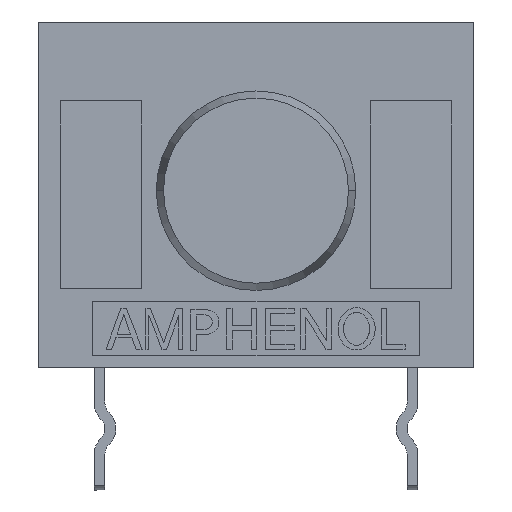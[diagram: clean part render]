
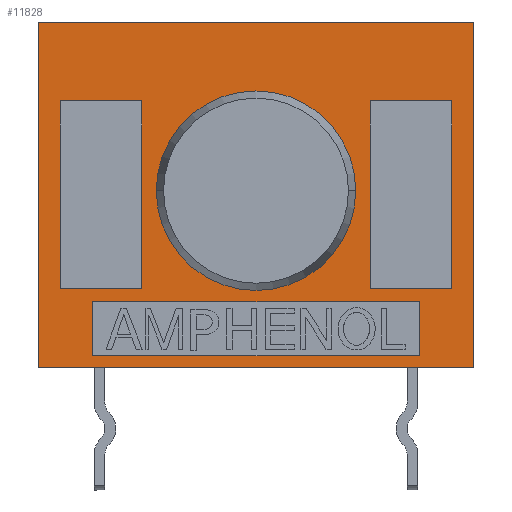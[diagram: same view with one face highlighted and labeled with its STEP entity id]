
A CAD part, left-side view. The second image highlights one B-rep face of the part: STEP entity #11828.
In plain terms, the highlighted planar face has unit normal (-1, 0, 0).
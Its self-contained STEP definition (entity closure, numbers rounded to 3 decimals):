
#458=CARTESIAN_POINT('',(-11.7,3.667,0.1));
#459=VERTEX_POINT('',#458);
#475=CARTESIAN_POINT('',(-11.7,-3.667,0.1));
#476=VERTEX_POINT('',#475);
#483=CARTESIAN_POINT('',(-11.7,0.,0.1));
#484=DIRECTION('',(1.0,0.0,0.0));
#485=DIRECTION('',(0.0,1.0,0.0));
#486=AXIS2_PLACEMENT_3D('',#483,#484,#485);
#487=CIRCLE('',#486,3.667);
#488=EDGE_CURVE('',#459,#476,#487,.T.);
#2833=CARTESIAN_POINT('',(-11.7,4.2,3.4));
#2834=VERTEX_POINT('',#2833);
#2841=CARTESIAN_POINT('',(-11.7,7.2,3.4));
#2842=VERTEX_POINT('',#2841);
#2843=CARTESIAN_POINT('',(-11.7,7.2,3.4));
#2844=DIRECTION('',(0.0,-1.0,0.0));
#2845=VECTOR('',#2844,3.0);
#2846=LINE('',#2843,#2845);
#2847=EDGE_CURVE('',#2842,#2834,#2846,.T.);
#2872=CARTESIAN_POINT('',(-11.7,7.2,-3.5));
#2873=VERTEX_POINT('',#2872);
#2874=CARTESIAN_POINT('',(-11.7,7.2,-3.5));
#2875=DIRECTION('',(0.0,0.0,1.0));
#2876=VECTOR('',#2875,6.9);
#2877=LINE('',#2874,#2876);
#2878=EDGE_CURVE('',#2873,#2842,#2877,.T.);
#2903=CARTESIAN_POINT('',(-11.7,4.2,-3.5));
#2904=VERTEX_POINT('',#2903);
#2905=CARTESIAN_POINT('',(-11.7,4.2,-3.5));
#2906=DIRECTION('',(0.0,1.0,0.0));
#2907=VECTOR('',#2906,3.);
#2908=LINE('',#2905,#2907);
#2909=EDGE_CURVE('',#2904,#2873,#2908,.T.);
#3003=CARTESIAN_POINT('',(-11.7,4.2,3.4));
#3004=DIRECTION('',(0.0,0.0,-1.0));
#3005=VECTOR('',#3004,6.9);
#3006=LINE('',#3003,#3005);
#3007=EDGE_CURVE('',#2834,#2904,#3006,.T.);
#3129=CARTESIAN_POINT('',(-11.7,-7.2,3.4));
#3130=VERTEX_POINT('',#3129);
#3137=CARTESIAN_POINT('',(-11.7,-4.2,3.4));
#3138=VERTEX_POINT('',#3137);
#3139=CARTESIAN_POINT('',(-11.7,-4.2,3.4));
#3140=DIRECTION('',(0.0,-1.0,0.0));
#3141=VECTOR('',#3140,3.);
#3142=LINE('',#3139,#3141);
#3143=EDGE_CURVE('',#3138,#3130,#3142,.T.);
#3168=CARTESIAN_POINT('',(-11.7,-4.2,-3.5));
#3169=VERTEX_POINT('',#3168);
#3170=CARTESIAN_POINT('',(-11.7,-4.2,-3.5));
#3171=DIRECTION('',(0.0,0.0,1.0));
#3172=VECTOR('',#3171,6.9);
#3173=LINE('',#3170,#3172);
#3174=EDGE_CURVE('',#3169,#3138,#3173,.T.);
#3199=CARTESIAN_POINT('',(-11.7,-7.2,-3.5));
#3200=VERTEX_POINT('',#3199);
#3201=CARTESIAN_POINT('',(-11.7,-7.2,-3.5));
#3202=DIRECTION('',(0.0,1.0,0.0));
#3203=VECTOR('',#3202,3.);
#3204=LINE('',#3201,#3203);
#3205=EDGE_CURVE('',#3200,#3169,#3204,.T.);
#3299=CARTESIAN_POINT('',(-11.7,-7.2,3.4));
#3300=DIRECTION('',(0.0,0.0,-1.0));
#3301=VECTOR('',#3300,6.9);
#3302=LINE('',#3299,#3301);
#3303=EDGE_CURVE('',#3130,#3200,#3302,.T.);
#4559=CARTESIAN_POINT('',(-11.7,-8.0,-6.4));
#4560=VERTEX_POINT('',#4559);
#4567=CARTESIAN_POINT('',(-11.7,8.0,-6.4));
#4568=VERTEX_POINT('',#4567);
#4569=CARTESIAN_POINT('',(-11.7,8.0,-6.4));
#4570=DIRECTION('',(0.0,-1.0,0.0));
#4571=VECTOR('',#4570,16.0);
#4572=LINE('',#4569,#4571);
#4573=EDGE_CURVE('',#4568,#4560,#4572,.T.);
#5735=CARTESIAN_POINT('',(-11.7,0.,0.1));
#5736=DIRECTION('',(1.0,0.0,0.0));
#5737=DIRECTION('',(0.0,1.0,0.0));
#5738=AXIS2_PLACEMENT_3D('',#5735,#5736,#5737);
#5739=CIRCLE('',#5738,3.667);
#5740=EDGE_CURVE('',#476,#459,#5739,.T.);
#8284=CARTESIAN_POINT('',(-11.7,-6.,-5.975));
#8285=VERTEX_POINT('',#8284);
#8292=CARTESIAN_POINT('',(-11.7,-6.,-3.975));
#8293=VERTEX_POINT('',#8292);
#8294=CARTESIAN_POINT('',(-11.7,-6.,-3.975));
#8295=DIRECTION('',(0.0,0.0,-1.0));
#8296=VECTOR('',#8295,2.0);
#8297=LINE('',#8294,#8296);
#8298=EDGE_CURVE('',#8293,#8285,#8297,.T.);
#8323=CARTESIAN_POINT('',(-11.7,6.,-3.975));
#8324=VERTEX_POINT('',#8323);
#8325=CARTESIAN_POINT('',(-11.7,6.,-3.975));
#8326=DIRECTION('',(0.0,-1.0,0.0));
#8327=VECTOR('',#8326,12.);
#8328=LINE('',#8325,#8327);
#8329=EDGE_CURVE('',#8324,#8293,#8328,.T.);
#8354=CARTESIAN_POINT('',(-11.7,6.,-5.975));
#8355=VERTEX_POINT('',#8354);
#8356=CARTESIAN_POINT('',(-11.7,6.,-5.975));
#8357=DIRECTION('',(0.0,0.0,1.0));
#8358=VECTOR('',#8357,2.0);
#8359=LINE('',#8356,#8358);
#8360=EDGE_CURVE('',#8355,#8324,#8359,.T.);
#8383=CARTESIAN_POINT('',(-11.7,-6.,-5.975));
#8384=DIRECTION('',(0.0,1.0,0.0));
#8385=VECTOR('',#8384,12.);
#8386=LINE('',#8383,#8385);
#8387=EDGE_CURVE('',#8285,#8355,#8386,.T.);
#9714=CARTESIAN_POINT('',(-11.7,8.0,6.3));
#9715=VERTEX_POINT('',#9714);
#9716=CARTESIAN_POINT('',(-11.7,8.0,-6.4));
#9717=DIRECTION('',(0.0,0.0,1.0));
#9718=VECTOR('',#9717,12.7);
#9719=LINE('',#9716,#9718);
#9720=EDGE_CURVE('',#4568,#9715,#9719,.T.);
#11524=CARTESIAN_POINT('',(-11.7,-8.0,6.3));
#11525=VERTEX_POINT('',#11524);
#11532=CARTESIAN_POINT('',(-11.7,-8.0,-6.4));
#11533=DIRECTION('',(0.0,0.0,1.0));
#11534=VECTOR('',#11533,12.7);
#11535=LINE('',#11532,#11534);
#11536=EDGE_CURVE('',#4560,#11525,#11535,.T.);
#11626=CARTESIAN_POINT('',(-11.7,-8.0,6.3));
#11627=DIRECTION('',(0.0,1.0,0.0));
#11628=VECTOR('',#11627,16.0);
#11629=LINE('',#11626,#11628);
#11630=EDGE_CURVE('',#11525,#9715,#11629,.T.);
#11795=CARTESIAN_POINT('',(-11.7,-8.0,-6.4));
#11796=DIRECTION('',(-1.0,0.0,0.0));
#11797=DIRECTION('',(0.0,0.0,1.0));
#11798=AXIS2_PLACEMENT_3D('',#11795,#11796,#11797);
#11799=PLANE('',#11798);
#11800=ORIENTED_EDGE('',*,*,#11630,.T.);
#11801=ORIENTED_EDGE('',*,*,#9720,.F.);
#11802=ORIENTED_EDGE('',*,*,#4573,.T.);
#11803=ORIENTED_EDGE('',*,*,#11536,.T.);
#11804=EDGE_LOOP('',(#11800,#11801,#11802,#11803));
#11805=FACE_OUTER_BOUND('',#11804,.T.);
#11806=ORIENTED_EDGE('',*,*,#2878,.T.);
#11807=ORIENTED_EDGE('',*,*,#2847,.T.);
#11808=ORIENTED_EDGE('',*,*,#3007,.T.);
#11809=ORIENTED_EDGE('',*,*,#2909,.T.);
#11810=EDGE_LOOP('',(#11806,#11807,#11808,#11809));
#11811=FACE_BOUND('',#11810,.T.);
#11812=ORIENTED_EDGE('',*,*,#3174,.T.);
#11813=ORIENTED_EDGE('',*,*,#3143,.T.);
#11814=ORIENTED_EDGE('',*,*,#3303,.T.);
#11815=ORIENTED_EDGE('',*,*,#3205,.T.);
#11816=EDGE_LOOP('',(#11812,#11813,#11814,#11815));
#11817=FACE_BOUND('',#11816,.T.);
#11818=ORIENTED_EDGE('',*,*,#5740,.T.);
#11819=ORIENTED_EDGE('',*,*,#488,.T.);
#11820=EDGE_LOOP('',(#11818,#11819));
#11821=FACE_BOUND('',#11820,.T.);
#11822=ORIENTED_EDGE('',*,*,#8298,.T.);
#11823=ORIENTED_EDGE('',*,*,#8387,.T.);
#11824=ORIENTED_EDGE('',*,*,#8360,.T.);
#11825=ORIENTED_EDGE('',*,*,#8329,.T.);
#11826=EDGE_LOOP('',(#11822,#11823,#11824,#11825));
#11827=FACE_BOUND('',#11826,.T.);
#11828=ADVANCED_FACE('',(#11805,#11811,#11817,#11821,#11827),#11799,.T.);
